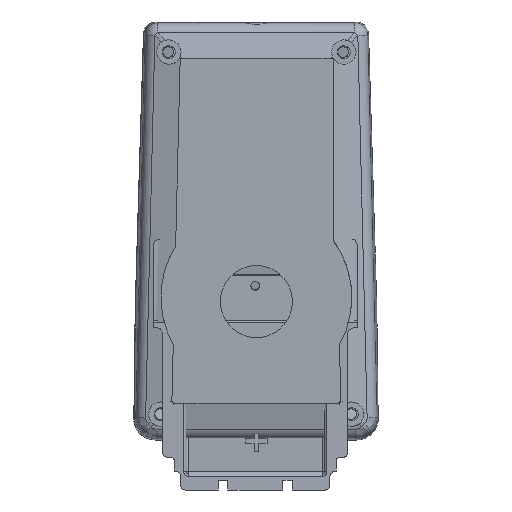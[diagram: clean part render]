
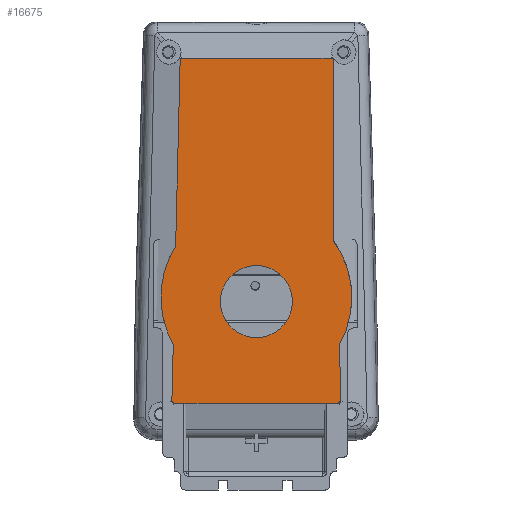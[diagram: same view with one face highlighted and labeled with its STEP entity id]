
A CAD part, front view. The second image highlights one B-rep face of the part: STEP entity #16675.
In plain terms, the highlighted planar face has unit normal (0, -1, 0).
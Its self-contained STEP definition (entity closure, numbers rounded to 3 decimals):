
#13175=CARTESIAN_POINT('',(19.584,-1.5,8.958));
#13176=VERTEX_POINT('',#13175);
#13177=CARTESIAN_POINT('',(18.075,-1.5,33.435));
#13178=VERTEX_POINT('',#13177);
#13179=CARTESIAN_POINT('',(0.,-1.5,20.036));
#13180=DIRECTION('',(0.,-1.,0.));
#13181=DIRECTION('',(0.,0.,-1.));
#13182=AXIS2_PLACEMENT_3D('',#13179,#13180,#13181);
#13183=CIRCLE('',#13182,22.5);
#13184=EDGE_CURVE('',#13176,#13178,#13183,.T.);
#13228=CARTESIAN_POINT('',(0.005,-1.5,27.526));
#13229=VERTEX_POINT('',#13228);
#13244=CARTESIAN_POINT('',(0.005,-1.5,10.526));
#13245=VERTEX_POINT('',#13244);
#13246=CARTESIAN_POINT('',(0.005,-1.5,19.026));
#13247=DIRECTION('',(0.,-1.,0.));
#13248=DIRECTION('',(0.,0.,-1.));
#13249=AXIS2_PLACEMENT_3D('',#13246,#13247,#13248);
#13250=CIRCLE('',#13249,8.5);
#13251=EDGE_CURVE('',#13229,#13245,#13250,.T.);
#13253=CARTESIAN_POINT('',(0.005,-1.5,19.026));
#13254=DIRECTION('',(0.,-1.,0.));
#13255=DIRECTION('',(0.,0.,-1.));
#13256=AXIS2_PLACEMENT_3D('',#13253,#13254,#13255);
#13257=CIRCLE('',#13256,8.5);
#13258=EDGE_CURVE('',#13245,#13229,#13257,.T.);
#14195=CARTESIAN_POINT('',(-19.584,-1.5,8.958));
#14196=VERTEX_POINT('',#14195);
#14205=CARTESIAN_POINT('',(-19.023,-1.5,32.052));
#14206=VERTEX_POINT('',#14205);
#14207=CARTESIAN_POINT('',(0.,-1.5,20.036));
#14208=DIRECTION('',(0.,-1.,0.));
#14209=DIRECTION('',(0.,0.,-1.));
#14210=AXIS2_PLACEMENT_3D('',#14207,#14208,#14209);
#14211=CIRCLE('',#14210,22.5);
#14212=EDGE_CURVE('',#14206,#14196,#14211,.T.);
#16570=CARTESIAN_POINT('',(-17.947,-1.5,76.338));
#16571=VERTEX_POINT('',#16570);
#16578=CARTESIAN_POINT('',(18.075,-1.5,76.338));
#16579=VERTEX_POINT('',#16578);
#16580=CARTESIAN_POINT('',(18.075,-1.5,76.338));
#16581=DIRECTION('',(-1.,0.,0.));
#16582=VECTOR('',#16581,36.022);
#16583=LINE('',#16580,#16582);
#16584=EDGE_CURVE('',#16579,#16571,#16583,.T.);
#16604=CARTESIAN_POINT('',(18.075,-1.5,76.338));
#16605=DIRECTION('',(0.,0.,-1.));
#16606=VECTOR('',#16605,42.903);
#16607=LINE('',#16604,#16606);
#16608=EDGE_CURVE('',#16579,#13178,#16607,.T.);
#16616=CARTESIAN_POINT('',(17.075,-1.5,72.059));
#16617=DIRECTION('',(0.,-1.,0.));
#16618=DIRECTION('',(0.,0.,-1.));
#16619=AXIS2_PLACEMENT_3D('',#16616,#16617,#16618);
#16620=PLANE('',#16619);
#16621=ORIENTED_EDGE('',*,*,#13251,.F.);
#16622=ORIENTED_EDGE('',*,*,#13258,.F.);
#16623=EDGE_LOOP('',(#16621,#16622));
#16624=FACE_BOUND('',#16623,.T.);
#16625=ORIENTED_EDGE('',*,*,#14212,.T.);
#16626=CARTESIAN_POINT('',(-19.905,-1.5,-4.246));
#16627=VERTEX_POINT('',#16626);
#16628=CARTESIAN_POINT('',(-19.584,-1.5,8.958));
#16629=DIRECTION('',(-0.024,0.,-1.));
#16630=VECTOR('',#16629,13.208);
#16631=LINE('',#16628,#16630);
#16632=EDGE_CURVE('',#14196,#16627,#16631,.T.);
#16633=ORIENTED_EDGE('',*,*,#16632,.T.);
#16634=CARTESIAN_POINT('',(-19.204,-1.5,-4.964));
#16635=VERTEX_POINT('',#16634);
#16636=CARTESIAN_POINT('',(-19.905,-1.5,-4.246));
#16637=DIRECTION('',(0.698,0.,-0.716));
#16638=VECTOR('',#16637,1.003);
#16639=LINE('',#16636,#16638);
#16640=EDGE_CURVE('',#16627,#16635,#16639,.T.);
#16641=ORIENTED_EDGE('',*,*,#16640,.T.);
#16642=CARTESIAN_POINT('',(19.204,-1.5,-4.964));
#16643=VERTEX_POINT('',#16642);
#16644=CARTESIAN_POINT('',(-19.204,-1.5,-4.964));
#16645=DIRECTION('',(1.,0.,-0.));
#16646=VECTOR('',#16645,38.408);
#16647=LINE('',#16644,#16646);
#16648=EDGE_CURVE('',#16635,#16643,#16647,.T.);
#16649=ORIENTED_EDGE('',*,*,#16648,.T.);
#16650=CARTESIAN_POINT('',(19.905,-1.5,-4.246));
#16651=VERTEX_POINT('',#16650);
#16652=CARTESIAN_POINT('',(19.204,-1.5,-4.964));
#16653=DIRECTION('',(0.698,0.,0.716));
#16654=VECTOR('',#16653,1.003);
#16655=LINE('',#16652,#16654);
#16656=EDGE_CURVE('',#16643,#16651,#16655,.T.);
#16657=ORIENTED_EDGE('',*,*,#16656,.T.);
#16658=CARTESIAN_POINT('',(19.905,-1.5,-4.246));
#16659=DIRECTION('',(-0.024,0.,1.));
#16660=VECTOR('',#16659,13.208);
#16661=LINE('',#16658,#16660);
#16662=EDGE_CURVE('',#16651,#13176,#16661,.T.);
#16663=ORIENTED_EDGE('',*,*,#16662,.T.);
#16664=ORIENTED_EDGE('',*,*,#13184,.T.);
#16665=ORIENTED_EDGE('',*,*,#16608,.F.);
#16666=ORIENTED_EDGE('',*,*,#16584,.T.);
#16667=CARTESIAN_POINT('',(-17.947,-1.5,76.338));
#16668=DIRECTION('',(-0.024,0.,-1.));
#16669=VECTOR('',#16668,44.299);
#16670=LINE('',#16667,#16669);
#16671=EDGE_CURVE('',#16571,#14206,#16670,.T.);
#16672=ORIENTED_EDGE('',*,*,#16671,.T.);
#16673=EDGE_LOOP('',(#16625,#16633,#16641,#16649,#16657,#16663,#16664,#16665,#16666,#16672));
#16674=FACE_BOUND('',#16673,.T.);
#16675=ADVANCED_FACE('NONE',(#16624,#16674),#16620,.T.);
